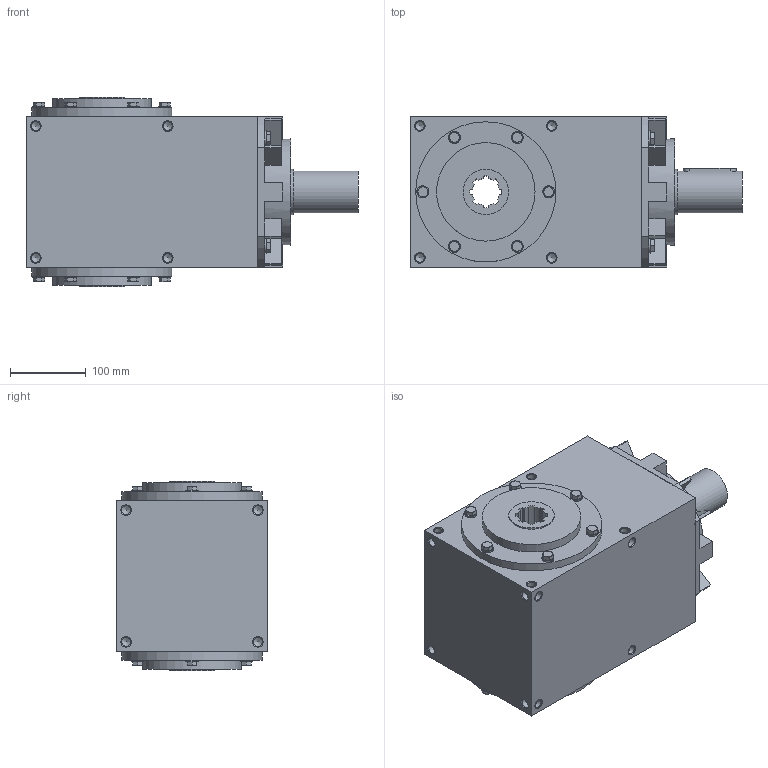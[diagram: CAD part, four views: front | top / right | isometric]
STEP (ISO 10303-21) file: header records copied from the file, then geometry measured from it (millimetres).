
FILE_DESCRIPTION(/* description */ ('STEP AP203'),/* implementation_level */ '2;1');
FILE_NAME(/* name */ 'RHB55_R.1_2',/* time_stamp */ '2023-01-10T10:32:30+01:00',/* author */ ('License CC BY-ND 4.0'),/* organization */ ('CADENAS'),/* preprocessor_version */ 'ST-DEVELOPER v18.102',/* originating_system */ 'PARTsolutions',/* authorisation */ ' ');
FILE_SCHEMA (('CONFIG_CONTROL_DESIGN'));
Length unit declared in the file: millimetre
Products named in the file (4): RHB55_R.1/2; RC_RR55-screw; RHX55-screw; RHB55-case
Assembly tree (17 placements, depth 2):
  RHB55_R.1/2
    RC_RR55-screw  x12
    RHX55-screw  x4
    RHB55-case
Bounding box: 438 x 200 x 250 mm (x, y, z)
Volume: 13878916.6 mm3; surface area: 482707.9 mm2
Topology: 17 solids, 17 shells, 539 faces, 1321 edges, 828 vertices
Faces by surface type: plane 280, cone 146, cylinder 113
Full cylindrical faces by diameter (mm): 8.376 x1, 10.106 x4, 11.835 x40, 13 x4, 16 x12, 20 x4, 46 x1, 55 x1, 60 x3, 130 x2, 140 x1, 185 x2
Entity records: 11189 total; most frequent: CARTESIAN_POINT 1622, DIRECTION 1606, ORIENTED_EDGE 1372, EDGE_CURVE 686, AXIS2_PLACEMENT_3D 613, VERTEX_POINT 511, FACE_BOUND 475, EDGE_LOOP 450
